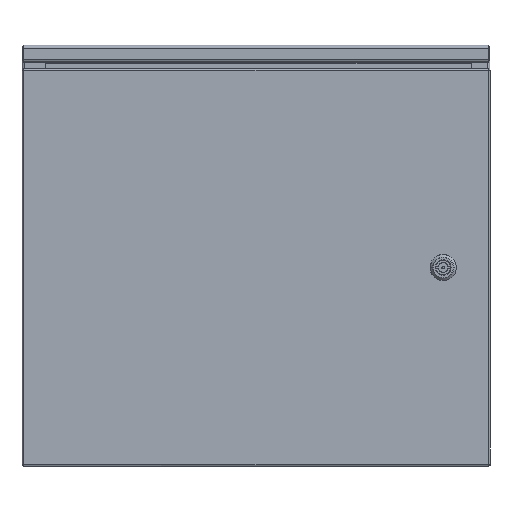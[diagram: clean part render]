
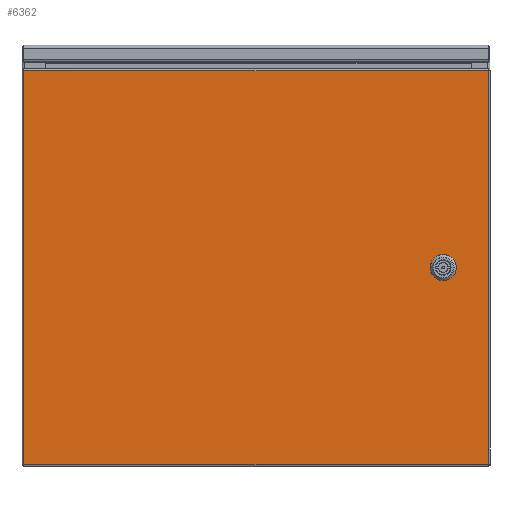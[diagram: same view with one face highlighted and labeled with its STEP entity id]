
A CAD part, top view. The second image highlights one B-rep face of the part: STEP entity #6362.
In plain terms, the highlighted planar face has unit normal (0, 0, 1).
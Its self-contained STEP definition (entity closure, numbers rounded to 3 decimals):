
#144 = AXIS2_PLACEMENT_3D ( 'NONE', #26003, #26009, #26089 ) ;
#153 = EDGE_LOOP ( 'NONE', ( #7160, #13685, #25208, #15360 ) ) ;
#251 = AXIS2_PLACEMENT_3D ( 'NONE', #8979, #24245, #11220 ) ;
#317 = ORIENTED_EDGE ( 'NONE', *, *, #5840, .F. ) ;
#327 = VERTEX_POINT ( 'NONE', #17846 ) ;
#732 = VECTOR ( 'NONE', #16062, 1000. ) ;
#919 = VERTEX_POINT ( 'NONE', #24743 ) ;
#1312 = CARTESIAN_POINT ( 'NONE',  ( 248.429, 210.5, 1.5 ) ) ;
#1987 = EDGE_CURVE ( 'NONE', #327, #22148, #22779, .T. ) ;
#2002 = VERTEX_POINT ( 'NONE', #12623 ) ;
#2223 = VECTOR ( 'NONE', #27402, 1000. ) ;
#2439 = CARTESIAN_POINT ( 'NONE',  ( 210.05, 5.056, 1.5 ) ) ;
#2911 = CARTESIAN_POINT ( 'NONE',  ( -248.429, -210.5, 1.5 ) ) ;
#2962 = EDGE_LOOP ( 'NONE', ( #25549, #19171, #317, #9202, #27206, #6141, #17812, #17444 ) ) ;
#3295 = VERTEX_POINT ( 'NONE', #8625 ) ;
#3595 = CARTESIAN_POINT ( 'NONE',  ( 194.944, -10.05, 1.5 ) ) ;
#3862 = CARTESIAN_POINT ( 'NONE',  ( 194.944, 10.05, 1.5 ) ) ;
#4860 = CARTESIAN_POINT ( 'NONE',  ( 194.944, -10.05, 1.5 ) ) ;
#5084 = CIRCLE ( 'NONE', #10414, 11.25 ) ;
#5840 = EDGE_CURVE ( 'NONE', #8624, #10388, #27970, .T. ) ;
#6110 = CARTESIAN_POINT ( 'NONE',  ( -248., -210.5, 1.5 ) ) ;
#6115 = VERTEX_POINT ( 'NONE', #27412 ) ;
#6141 = ORIENTED_EDGE ( 'NONE', *, *, #22483, .F. ) ;
#6167 = EDGE_CURVE ( 'NONE', #2002, #11958, #15455, .T. ) ;
#6245 = VECTOR ( 'NONE', #9399, 1000. ) ;
#6362 = ADVANCED_FACE ( 'NONE', ( #9278, #25931 ), #15899, .T. ) ;
#6730 = VECTOR ( 'NONE', #27622, 1000. ) ;
#6965 = AXIS2_PLACEMENT_3D ( 'NONE', #25094, #25009, #25164 ) ;
#7160 = ORIENTED_EDGE ( 'NONE', *, *, #9134, .T. ) ;
#7907 = EDGE_CURVE ( 'NONE', #6115, #18140, #5084, .T. ) ;
#8004 = CARTESIAN_POINT ( 'NONE',  ( 248., 210.5, 1.5 ) ) ;
#8624 = VERTEX_POINT ( 'NONE', #16362 ) ;
#8625 = CARTESIAN_POINT ( 'NONE',  ( -248., 210.5, 1.5 ) ) ;
#8979 = CARTESIAN_POINT ( 'NONE',  ( 200., 0., 1.5 ) ) ;
#9134 = EDGE_CURVE ( 'NONE', #3295, #17188, #14258, .T. ) ;
#9202 = ORIENTED_EDGE ( 'NONE', *, *, #13521, .F. ) ;
#9278 = FACE_BOUND ( 'NONE', #2962, .T. ) ;
#9343 = AXIS2_PLACEMENT_3D ( 'NONE', #15248, #16090, #16219 ) ;
#9399 = DIRECTION ( 'NONE',  ( 0., -1., 0. ) ) ;
#10165 = LINE ( 'NONE', #3595, #16002 ) ;
#10388 = VERTEX_POINT ( 'NONE', #11421 ) ;
#10414 = AXIS2_PLACEMENT_3D ( 'NONE', #18125, #16213, #16455 ) ;
#10814 = VECTOR ( 'NONE', #14334, 1000. ) ;
#11220 = DIRECTION ( 'NONE',  ( 1., 0., 0. ) ) ;
#11421 = CARTESIAN_POINT ( 'NONE',  ( 210.05, -5.056, 1.5 ) ) ;
#11953 = VERTEX_POINT ( 'NONE', #2439 ) ;
#11958 = VERTEX_POINT ( 'NONE', #17807 ) ;
#12623 = CARTESIAN_POINT ( 'NONE',  ( 194.944, 10.05, 1.5 ) ) ;
#13521 = EDGE_CURVE ( 'NONE', #18140, #8624, #10165, .T. ) ;
#13685 = ORIENTED_EDGE ( 'NONE', *, *, #18192, .T. ) ;
#14258 = LINE ( 'NONE', #25562, #14937 ) ;
#14334 = DIRECTION ( 'NONE',  ( 0., 1., 0. ) ) ;
#14788 = DIRECTION ( 'NONE',  ( -1., 0., 0. ) ) ;
#14937 = VECTOR ( 'NONE', #25508, 1000. ) ;
#15248 = CARTESIAN_POINT ( 'NONE',  ( -250., -212.5, 1.5 ) ) ;
#15360 = ORIENTED_EDGE ( 'NONE', *, *, #16664, .T. ) ;
#15455 = CIRCLE ( 'NONE', #6965, 11.25 ) ;
#15899 = PLANE ( 'NONE',  #9343 ) ;
#16002 = VECTOR ( 'NONE', #23288, 1000. ) ;
#16062 = DIRECTION ( 'NONE',  ( 1., 0., 0. ) ) ;
#16090 = DIRECTION ( 'NONE',  ( 0., 0., 1. ) ) ;
#16213 = DIRECTION ( 'NONE',  ( 0., 0., 1. ) ) ;
#16219 = DIRECTION ( 'NONE',  ( 1., 0., 0. ) ) ;
#16362 = CARTESIAN_POINT ( 'NONE',  ( 205.056, -10.05, 1.5 ) ) ;
#16455 = DIRECTION ( 'NONE',  ( 1., 0., 0. ) ) ;
#16650 = LINE ( 'NONE', #23011, #10814 ) ;
#16664 = EDGE_CURVE ( 'NONE', #22148, #3295, #19724, .T. ) ;
#17066 = EDGE_CURVE ( 'NONE', #10388, #11953, #16650, .T. ) ;
#17188 = VERTEX_POINT ( 'NONE', #6110 ) ;
#17307 = LINE ( 'NONE', #3862, #28054 ) ;
#17444 = ORIENTED_EDGE ( 'NONE', *, *, #21276, .F. ) ;
#17807 = CARTESIAN_POINT ( 'NONE',  ( 189.95, 5.056, 1.5 ) ) ;
#17812 = ORIENTED_EDGE ( 'NONE', *, *, #6167, .F. ) ;
#17846 = CARTESIAN_POINT ( 'NONE',  ( 248., -210.5, 1.5 ) ) ;
#18125 = CARTESIAN_POINT ( 'NONE',  ( 200., 0., 1.5 ) ) ;
#18140 = VERTEX_POINT ( 'NONE', #4860 ) ;
#18192 = EDGE_CURVE ( 'NONE', #17188, #327, #23329, .T. ) ;
#19171 = ORIENTED_EDGE ( 'NONE', *, *, #17066, .F. ) ;
#19724 = LINE ( 'NONE', #1312, #2223 ) ;
#20299 = CARTESIAN_POINT ( 'NONE',  ( 189.95, 5.056, 1.5 ) ) ;
#21276 = EDGE_CURVE ( 'NONE', #919, #2002, #17307, .T. ) ;
#22148 = VERTEX_POINT ( 'NONE', #8004 ) ;
#22483 = EDGE_CURVE ( 'NONE', #11958, #6115, #24347, .T. ) ;
#22779 = LINE ( 'NONE', #23915, #6730 ) ;
#23011 = CARTESIAN_POINT ( 'NONE',  ( 210.05, 5.056, 1.5 ) ) ;
#23288 = DIRECTION ( 'NONE',  ( 1., 0., 0. ) ) ;
#23329 = LINE ( 'NONE', #2911, #732 ) ;
#23915 = CARTESIAN_POINT ( 'NONE',  ( 248., -210.929, 1.5 ) ) ;
#24048 = EDGE_CURVE ( 'NONE', #11953, #919, #27760, .T. ) ;
#24245 = DIRECTION ( 'NONE',  ( 0., 0., 1. ) ) ;
#24347 = LINE ( 'NONE', #20299, #6245 ) ;
#24743 = CARTESIAN_POINT ( 'NONE',  ( 205.056, 10.05, 1.5 ) ) ;
#25009 = DIRECTION ( 'NONE',  ( 0., 0., 1. ) ) ;
#25094 = CARTESIAN_POINT ( 'NONE',  ( 200., 0., 1.5 ) ) ;
#25164 = DIRECTION ( 'NONE',  ( 1., 0., 0. ) ) ;
#25208 = ORIENTED_EDGE ( 'NONE', *, *, #1987, .T. ) ;
#25508 = DIRECTION ( 'NONE',  ( 0., -1., 0. ) ) ;
#25549 = ORIENTED_EDGE ( 'NONE', *, *, #24048, .F. ) ;
#25562 = CARTESIAN_POINT ( 'NONE',  ( -248., 210.929, 1.5 ) ) ;
#25931 = FACE_OUTER_BOUND ( 'NONE', #153, .T. ) ;
#26003 = CARTESIAN_POINT ( 'NONE',  ( 200., 0., 1.5 ) ) ;
#26009 = DIRECTION ( 'NONE',  ( 0., 0., 1. ) ) ;
#26089 = DIRECTION ( 'NONE',  ( 1., 0., 0. ) ) ;
#27206 = ORIENTED_EDGE ( 'NONE', *, *, #7907, .F. ) ;
#27402 = DIRECTION ( 'NONE',  ( -1., 0., 0. ) ) ;
#27412 = CARTESIAN_POINT ( 'NONE',  ( 189.95, -5.056, 1.5 ) ) ;
#27622 = DIRECTION ( 'NONE',  ( 0., 1., 0. ) ) ;
#27760 = CIRCLE ( 'NONE', #251, 11.25 ) ;
#27970 = CIRCLE ( 'NONE', #144, 11.25 ) ;
#28054 = VECTOR ( 'NONE', #14788, 1000. ) ;
